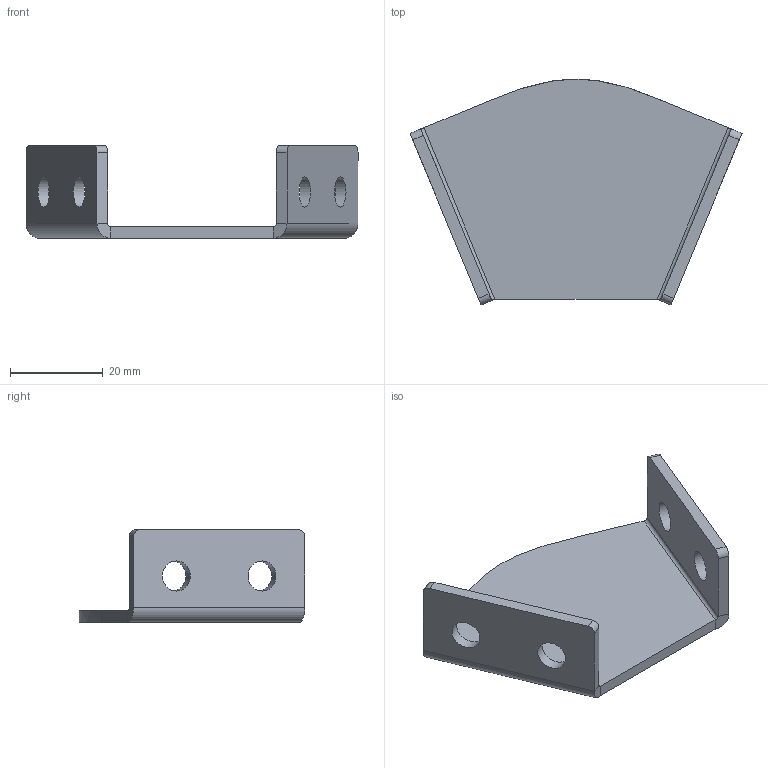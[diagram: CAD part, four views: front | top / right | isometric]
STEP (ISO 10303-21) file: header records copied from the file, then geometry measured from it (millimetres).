
FILE_DESCRIPTION (( 'STEP AP214' ), '1' );
FILE_NAME ('AL-SPS. SJ2040.45 Óãëîâîé ñîåäèíèòåëü 20õ40, 45 ãðàäóñîâ, 20 ñåðèÿ.STEP', '2022-12-09T12:34:07', ( '' ), ( '' ), 'SwSTEP 2.0', 'SolidWorks 2021', '' );
FILE_SCHEMA (( 'AUTOMOTIVE_DESIGN' ));
Length unit declared in the file: millimetre
Products named in the file (1): AL-SPS. SJ2040.45 Óãëîâîé ñîåäèíèòåëü 20õ40, 45 ãðàäóñîâ, 20 ñåðèÿ
Bounding box: 71.6 x 48.69 x 20 mm (x, y, z)
Volume: 9320.9 mm3; surface area: 8314 mm2
Topology: 1 solids, 1 shells, 32 faces, 74 edges, 44 vertices
Faces by surface type: plane 19, cylinder 12, bspline 1
Full cylindrical faces by diameter (mm): 6.5 x4
Entity records: 1058 total; most frequent: CARTESIAN_POINT 292, DIRECTION 154, ORIENTED_EDGE 140, EDGE_CURVE 70, AXIS2_PLACEMENT_3D 56, VERTEX_POINT 44, EDGE_LOOP 44, LINE 42
